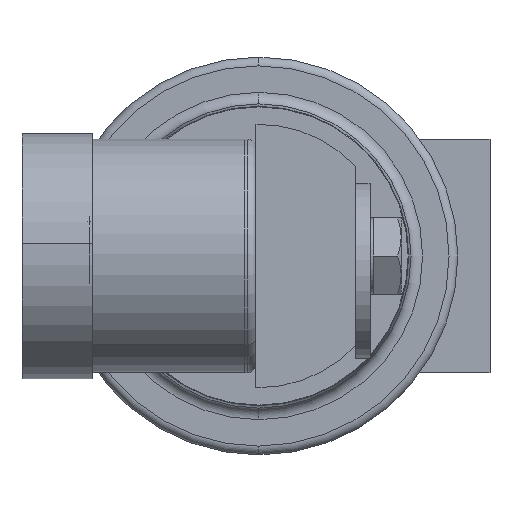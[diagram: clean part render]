
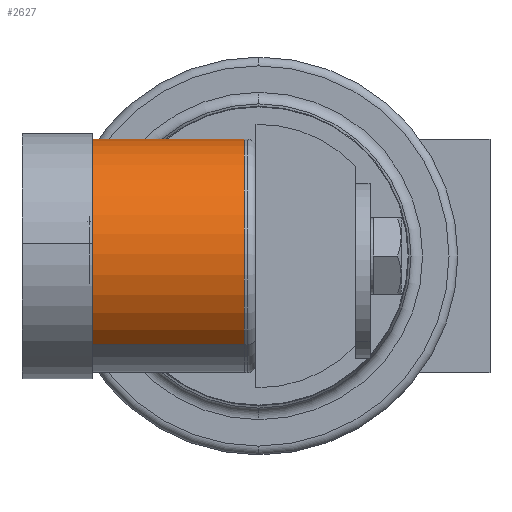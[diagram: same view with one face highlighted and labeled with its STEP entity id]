
A CAD part, left-side view. The second image highlights one B-rep face of the part: STEP entity #2627.
In plain terms, the highlighted cylindrical face has radius 20 mm (diameter 40 mm), a partial arc.
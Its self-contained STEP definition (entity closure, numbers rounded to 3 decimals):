
#99 = CARTESIAN_POINT ( 'NONE',  ( 0., 26., 0. ) ) ;
#131 = CARTESIAN_POINT ( 'NONE',  ( 0., 26., 0. ) ) ;
#190 = DIRECTION ( 'NONE',  ( 0., 0., 1. ) ) ;
#264 = VERTEX_POINT ( 'NONE', #1772 ) ;
#271 = EDGE_CURVE ( 'NONE', #264, #6973, #750, .T. ) ;
#432 = ORIENTED_EDGE ( 'NONE', *, *, #2012, .T. ) ;
#637 = CARTESIAN_POINT ( 'NONE',  ( 0., 0., -20. ) ) ;
#750 = LINE ( 'NONE', #2815, #4501 ) ;
#1772 = CARTESIAN_POINT ( 'NONE',  ( 0., 26., -20. ) ) ;
#1794 = DIRECTION ( 'NONE',  ( 0., 0., -1. ) ) ;
#2012 = EDGE_CURVE ( 'NONE', #6973, #3468, #7232, .T. ) ;
#2037 = EDGE_LOOP ( 'NONE', ( #4905, #2323, #3296, #432 ) ) ;
#2323 = ORIENTED_EDGE ( 'NONE', *, *, #4322, .F. ) ;
#2327 = EDGE_CURVE ( 'NONE', #2409, #3468, #3833, .T. ) ;
#2409 = VERTEX_POINT ( 'NONE', #5218 ) ;
#2514 = CIRCLE ( 'NONE', #5885, 20. ) ;
#2627 = ADVANCED_FACE ( 'NONE', ( #4272 ), #4101, .T. ) ;
#2653 = AXIS2_PLACEMENT_3D ( 'NONE', #99, #4649, #1794 ) ;
#2815 = CARTESIAN_POINT ( 'NONE',  ( 0., 26., -20. ) ) ;
#3296 = ORIENTED_EDGE ( 'NONE', *, *, #271, .T. ) ;
#3468 = VERTEX_POINT ( 'NONE', #5664 ) ;
#3833 = LINE ( 'NONE', #5662, #5383 ) ;
#4101 = CYLINDRICAL_SURFACE ( 'NONE', #2653, 20. ) ;
#4229 = DIRECTION ( 'NONE',  ( 0., 0., 1. ) ) ;
#4272 = FACE_OUTER_BOUND ( 'NONE', #2037, .T. ) ;
#4322 = EDGE_CURVE ( 'NONE', #264, #2409, #2514, .T. ) ;
#4501 = VECTOR ( 'NONE', #6835, 1000. ) ;
#4649 = DIRECTION ( 'NONE',  ( 0., -1., 0. ) ) ;
#4905 = ORIENTED_EDGE ( 'NONE', *, *, #2327, .F. ) ;
#5134 = DIRECTION ( 'NONE',  ( 0., -1., 0. ) ) ;
#5218 = CARTESIAN_POINT ( 'NONE',  ( 0., 26., 20. ) ) ;
#5311 = AXIS2_PLACEMENT_3D ( 'NONE', #5428, #5879, #4229 ) ;
#5383 = VECTOR ( 'NONE', #5134, 1000. ) ;
#5428 = CARTESIAN_POINT ( 'NONE',  ( 0., 0., 0. ) ) ;
#5662 = CARTESIAN_POINT ( 'NONE',  ( 0., 26., 20. ) ) ;
#5664 = CARTESIAN_POINT ( 'NONE',  ( 0., 0., 20. ) ) ;
#5879 = DIRECTION ( 'NONE',  ( 0., 1., 0. ) ) ;
#5885 = AXIS2_PLACEMENT_3D ( 'NONE', #131, #7030, #190 ) ;
#6835 = DIRECTION ( 'NONE',  ( 0., -1., 0. ) ) ;
#6973 = VERTEX_POINT ( 'NONE', #637 ) ;
#7030 = DIRECTION ( 'NONE',  ( 0., 1., 0. ) ) ;
#7232 = CIRCLE ( 'NONE', #5311, 20. ) ;
